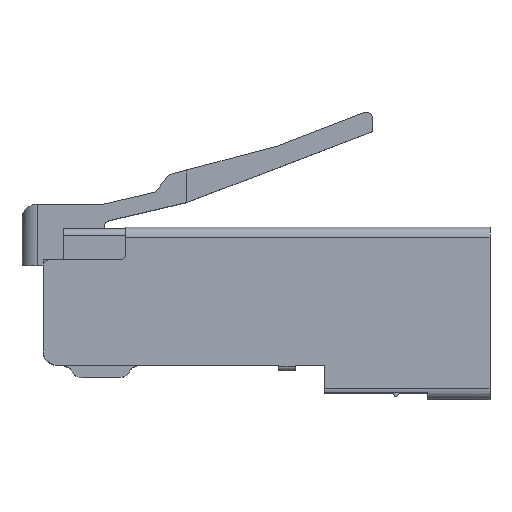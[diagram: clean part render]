
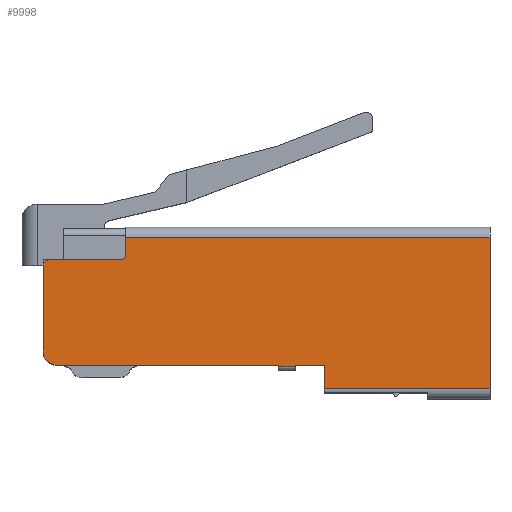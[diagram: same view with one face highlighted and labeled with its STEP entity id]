
A CAD part, top view. The second image highlights one B-rep face of the part: STEP entity #9998.
In plain terms, the highlighted planar face has unit normal (0, 0, 1).
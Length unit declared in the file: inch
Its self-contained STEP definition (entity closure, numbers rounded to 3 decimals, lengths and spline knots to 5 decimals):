
#98 = EDGE_CURVE ( 'NONE', #4206, #6059, #5251, .T. ) ;
#442 = ORIENTED_EDGE ( 'NONE', *, *, #17093, .F. ) ;
#518 = VECTOR ( 'NONE', #12199, 39.37008 ) ;
#562 = EDGE_CURVE ( 'NONE', #9552, #4872, #6664, .T. ) ;
#656 = ORIENTED_EDGE ( 'NONE', *, *, #17211, .F. ) ;
#754 = CARTESIAN_POINT ( 'NONE',  ( 88.03583, 44.03078, 2.03445 ) ) ;
#840 = AXIS2_PLACEMENT_3D ( 'NONE', #4566, #10632, #1568 ) ;
#920 = EDGE_CURVE ( 'NONE', #2710, #13621, #12432, .T. ) ;
#1306 = LINE ( 'NONE', #4112, #7216 ) ;
#1568 = DIRECTION ( 'NONE',  ( -1., 0., 0. ) ) ;
#1572 = VECTOR ( 'NONE', #14222, 39.37008 ) ;
#1673 = CARTESIAN_POINT ( 'NONE',  ( 87.61536, 43.75219, 2.03445 ) ) ;
#1751 = LINE ( 'NONE', #6212, #518 ) ;
#1766 = AXIS2_PLACEMENT_3D ( 'NONE', #18288, #8226, #2502 ) ;
#1892 = PLANE ( 'NONE',  #10365 ) ;
#2276 = DIRECTION ( 'NONE',  ( 0., 0., -1. ) ) ;
#2378 = CIRCLE ( 'NONE', #1766, 0.01181 ) ;
#2460 = CARTESIAN_POINT ( 'NONE',  ( 87.74528, 43.98226, 2.03445 ) ) ;
#2502 = DIRECTION ( 'NONE',  ( -1., 0., 0. ) ) ;
#2704 = LINE ( 'NONE', #11387, #17067 ) ;
#2710 = VERTEX_POINT ( 'NONE', #4687 ) ;
#2964 = ORIENTED_EDGE ( 'NONE', *, *, #3103, .F. ) ;
#3103 = EDGE_CURVE ( 'NONE', #14169, #2710, #11698, .T. ) ;
#3198 = VERTEX_POINT ( 'NONE', #8934 ) ;
#3436 = CARTESIAN_POINT ( 'NONE',  ( 87.57537, 44.03078, 2.03445 ) ) ;
#3523 = CARTESIAN_POINT ( 'NONE',  ( 87.61536, 43.77975, 2.03445 ) ) ;
#3747 = CARTESIAN_POINT ( 'NONE',  ( 87.57537, 43.95274, 2.03445 ) ) ;
#3960 = DIRECTION ( 'NONE',  ( 0., 1., 0. ) ) ;
#4112 = CARTESIAN_POINT ( 'NONE',  ( 87.57537, 43.99506, 2.03445 ) ) ;
#4186 = CARTESIAN_POINT ( 'NONE',  ( 88.43741, 43.99506, 2.03445 ) ) ;
#4206 = VERTEX_POINT ( 'NONE', #4186 ) ;
#4358 = DIRECTION ( 'NONE',  ( -1., 0., 0. ) ) ;
#4566 = CARTESIAN_POINT ( 'NONE',  ( 87.73347, 43.96455, 2.03445 ) ) ;
#4687 = CARTESIAN_POINT ( 'NONE',  ( 88.12274, 43.75219, 2.03445 ) ) ;
#4872 = VERTEX_POINT ( 'NONE', #14289 ) ;
#5015 = LINE ( 'NONE', #12631, #15524 ) ;
#5088 = DIRECTION ( 'NONE',  ( -1., 0., 0. ) ) ;
#5111 = DIRECTION ( 'NONE',  ( 1., 0., 0. ) ) ;
#5251 = LINE ( 'NONE', #8565, #15615 ) ;
#5284 = LINE ( 'NONE', #5582, #11074 ) ;
#5582 = CARTESIAN_POINT ( 'NONE',  ( 87.57537, 43.75219, 2.03445 ) ) ;
#5648 = EDGE_CURVE ( 'NONE', #15721, #18262, #9666, .T. ) ;
#5949 = ORIENTED_EDGE ( 'NONE', *, *, #12273, .F. ) ;
#6014 = ORIENTED_EDGE ( 'NONE', *, *, #10138, .F. ) ;
#6059 = VERTEX_POINT ( 'NONE', #18166 ) ;
#6212 = CARTESIAN_POINT ( 'NONE',  ( 87.57537, 43.70729, 2.03445 ) ) ;
#6215 = CARTESIAN_POINT ( 'NONE',  ( 87.5878, 43.77975, 2.03445 ) ) ;
#6611 = CARTESIAN_POINT ( 'NONE',  ( 88.12274, 43.70729, 2.03445 ) ) ;
#6664 = LINE ( 'NONE', #3747, #12393 ) ;
#6812 = DIRECTION ( 'NONE',  ( 0., -1., 0. ) ) ;
#6847 = CARTESIAN_POINT ( 'NONE',  ( 88.03583, 43.75219, 2.03445 ) ) ;
#6897 = CARTESIAN_POINT ( 'NONE',  ( 88.12274, 44.03078, 2.03445 ) ) ;
#7095 = ORIENTED_EDGE ( 'NONE', *, *, #7578, .F. ) ;
#7216 = VECTOR ( 'NONE', #17538, 39.37008 ) ;
#7488 = ORIENTED_EDGE ( 'NONE', *, *, #98, .F. ) ;
#7578 = EDGE_CURVE ( 'NONE', #17287, #13648, #11796, .T. ) ;
#7787 = ORIENTED_EDGE ( 'NONE', *, *, #15666, .F. ) ;
#7888 = DIRECTION ( 'NONE',  ( 0., 0., -1. ) ) ;
#7903 = FACE_OUTER_BOUND ( 'NONE', #17279, .T. ) ;
#8226 = DIRECTION ( 'NONE',  ( 0., 0., -1. ) ) ;
#8379 = DIRECTION ( 'NONE',  ( 0., 1., 0. ) ) ;
#8405 = DIRECTION ( 'NONE',  ( -1., 0., 0. ) ) ;
#8565 = CARTESIAN_POINT ( 'NONE',  ( 88.43741, 43.99723, 2.03445 ) ) ;
#8725 = CARTESIAN_POINT ( 'NONE',  ( 88.06733, 43.75022, 2.03445 ) ) ;
#8842 = EDGE_CURVE ( 'NONE', #18262, #3198, #2704, .T. ) ;
#8934 = CARTESIAN_POINT ( 'NONE',  ( 87.5878, 43.94093, 2.03445 ) ) ;
#9080 = CARTESIAN_POINT ( 'NONE',  ( 87.74528, 43.96455, 2.03445 ) ) ;
#9111 = ORIENTED_EDGE ( 'NONE', *, *, #562, .F. ) ;
#9552 = VERTEX_POINT ( 'NONE', #18177 ) ;
#9609 = DIRECTION ( 'NONE',  ( 0., 1., 0. ) ) ;
#9666 = CIRCLE ( 'NONE', #10972, 0.02756 ) ;
#9860 = LINE ( 'NONE', #2460, #13563 ) ;
#9998 = ADVANCED_FACE ( 'NONE', ( #7903 ), #1892, .F. ) ;
#10138 = EDGE_CURVE ( 'NONE', #14538, #4206, #1306, .T. ) ;
#10365 = AXIS2_PLACEMENT_3D ( 'NONE', #3436, #2276, #5088 ) ;
#10632 = DIRECTION ( 'NONE',  ( 0., 0., 1. ) ) ;
#10949 = DIRECTION ( 'NONE',  ( -1., 0., 0. ) ) ;
#10972 = AXIS2_PLACEMENT_3D ( 'NONE', #3523, #7888, #10949 ) ;
#11074 = VECTOR ( 'NONE', #8405, 39.37008 ) ;
#11154 = CARTESIAN_POINT ( 'NONE',  ( 87.57537, 43.75219, 2.03445 ) ) ;
#11387 = CARTESIAN_POINT ( 'NONE',  ( 87.5878, 44.03078, 2.03445 ) ) ;
#11698 = LINE ( 'NONE', #6897, #1572 ) ;
#11790 = ORIENTED_EDGE ( 'NONE', *, *, #17118, .F. ) ;
#11796 = LINE ( 'NONE', #11892, #18854 ) ;
#11892 = CARTESIAN_POINT ( 'NONE',  ( 87.57537, 43.75022, 2.03445 ) ) ;
#11904 = EDGE_CURVE ( 'NONE', #13648, #12244, #14113, .T. ) ;
#11974 = ORIENTED_EDGE ( 'NONE', *, *, #8842, .F. ) ;
#12199 = DIRECTION ( 'NONE',  ( -1., 0., 0. ) ) ;
#12244 = VERTEX_POINT ( 'NONE', #6847 ) ;
#12273 = EDGE_CURVE ( 'NONE', #13621, #17287, #5015, .T. ) ;
#12393 = VECTOR ( 'NONE', #5111, 39.37008 ) ;
#12432 = LINE ( 'NONE', #11154, #18576 ) ;
#12461 = VERTEX_POINT ( 'NONE', #9080 ) ;
#12631 = CARTESIAN_POINT ( 'NONE',  ( 88.06733, 44.03078, 2.03445 ) ) ;
#13563 = VECTOR ( 'NONE', #8379, 39.37008 ) ;
#13621 = VERTEX_POINT ( 'NONE', #14073 ) ;
#13648 = VERTEX_POINT ( 'NONE', #17251 ) ;
#14073 = CARTESIAN_POINT ( 'NONE',  ( 88.06733, 43.75219, 2.03445 ) ) ;
#14079 = DIRECTION ( 'NONE',  ( -1., 0., 0. ) ) ;
#14096 = ORIENTED_EDGE ( 'NONE', *, *, #11904, .F. ) ;
#14113 = LINE ( 'NONE', #754, #14921 ) ;
#14169 = VERTEX_POINT ( 'NONE', #6611 ) ;
#14222 = DIRECTION ( 'NONE',  ( 0., 1., 0. ) ) ;
#14289 = CARTESIAN_POINT ( 'NONE',  ( 87.73347, 43.95274, 2.03445 ) ) ;
#14538 = VERTEX_POINT ( 'NONE', #16490 ) ;
#14921 = VECTOR ( 'NONE', #9609, 39.37008 ) ;
#15380 = EDGE_CURVE ( 'NONE', #12244, #15721, #5284, .T. ) ;
#15524 = VECTOR ( 'NONE', #18620, 39.37008 ) ;
#15615 = VECTOR ( 'NONE', #6812, 39.37008 ) ;
#15666 = EDGE_CURVE ( 'NONE', #12461, #14538, #9860, .T. ) ;
#15721 = VERTEX_POINT ( 'NONE', #1673 ) ;
#16326 = ORIENTED_EDGE ( 'NONE', *, *, #5648, .F. ) ;
#16490 = CARTESIAN_POINT ( 'NONE',  ( 87.74528, 43.99506, 2.03445 ) ) ;
#17067 = VECTOR ( 'NONE', #3960, 39.37008 ) ;
#17093 = EDGE_CURVE ( 'NONE', #6059, #14169, #1751, .T. ) ;
#17118 = EDGE_CURVE ( 'NONE', #4872, #12461, #17917, .T. ) ;
#17211 = EDGE_CURVE ( 'NONE', #3198, #9552, #2378, .T. ) ;
#17251 = CARTESIAN_POINT ( 'NONE',  ( 88.03583, 43.75022, 2.03445 ) ) ;
#17279 = EDGE_LOOP ( 'NONE', ( #442, #7488, #6014, #7787, #11790, #9111, #656, #11974, #16326, #18096, #14096, #7095, #5949, #18913, #2964 ) ) ;
#17287 = VERTEX_POINT ( 'NONE', #8725 ) ;
#17538 = DIRECTION ( 'NONE',  ( 1., 0., 0. ) ) ;
#17917 = CIRCLE ( 'NONE', #840, 0.01181 ) ;
#18096 = ORIENTED_EDGE ( 'NONE', *, *, #15380, .F. ) ;
#18166 = CARTESIAN_POINT ( 'NONE',  ( 88.43741, 43.70729, 2.03445 ) ) ;
#18177 = CARTESIAN_POINT ( 'NONE',  ( 87.59961, 43.95274, 2.03445 ) ) ;
#18262 = VERTEX_POINT ( 'NONE', #6215 ) ;
#18288 = CARTESIAN_POINT ( 'NONE',  ( 87.59961, 43.94093, 2.03445 ) ) ;
#18576 = VECTOR ( 'NONE', #14079, 39.37008 ) ;
#18620 = DIRECTION ( 'NONE',  ( 0., -1., 0. ) ) ;
#18854 = VECTOR ( 'NONE', #4358, 39.37008 ) ;
#18913 = ORIENTED_EDGE ( 'NONE', *, *, #920, .F. ) ;
